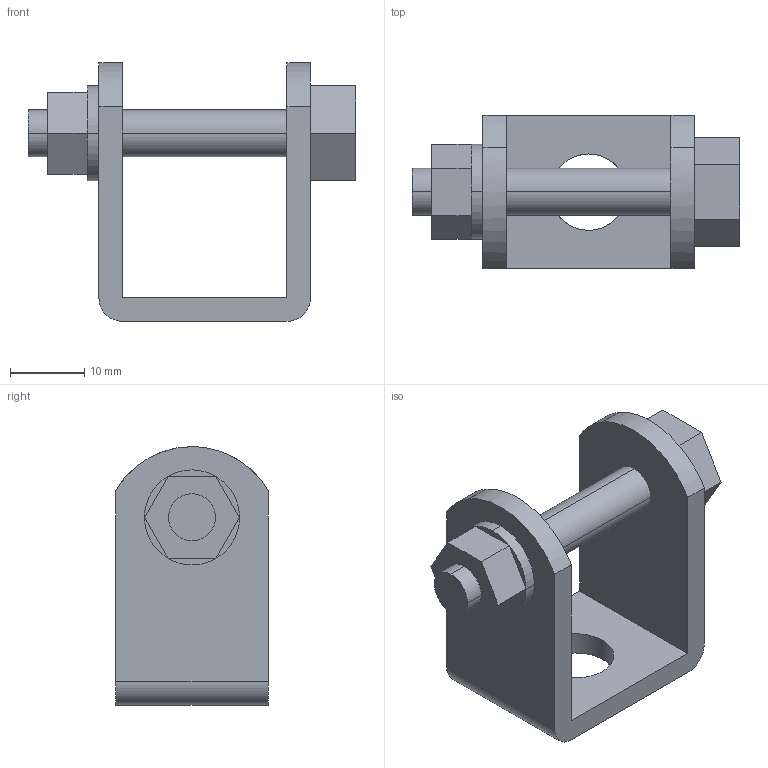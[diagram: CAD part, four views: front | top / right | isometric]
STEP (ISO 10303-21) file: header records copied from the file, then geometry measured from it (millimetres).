
FILE_DESCRIPTION(('TurboCAD Mac Pro'),'Build 980');
FILE_NAME('P2674.stp',' ',(''),(''),'ACIS Interop','IMSI','TurboCAD Mac Pro BY IMSI, INCORPORATED');
FILE_SCHEMA(('automotive_design'));
Length unit declared in the file: inch
Products named in the file (5): 1; 2; 3; 4; 5
Bounding box: 44.2 x 20.64 x 34.93 mm (x, y, z)
Volume: 8082.8 mm3; surface area: 6328.8 mm2
Topology: 5 solids, 5 shells, 54 faces, 136 edges, 92 vertices
Faces by surface type: plane 28, bspline 26
Entity records: 3012 total; most frequent: CARTESIAN_POINT 651, ORIENTED_EDGE 272, STYLED_ITEM 195, PRESENTATION_STYLE_ASSIGNMENT 195, COLOUR_RGB 195, DIRECTION 152, EDGE_CURVE 136, CURVE_STYLE 136
